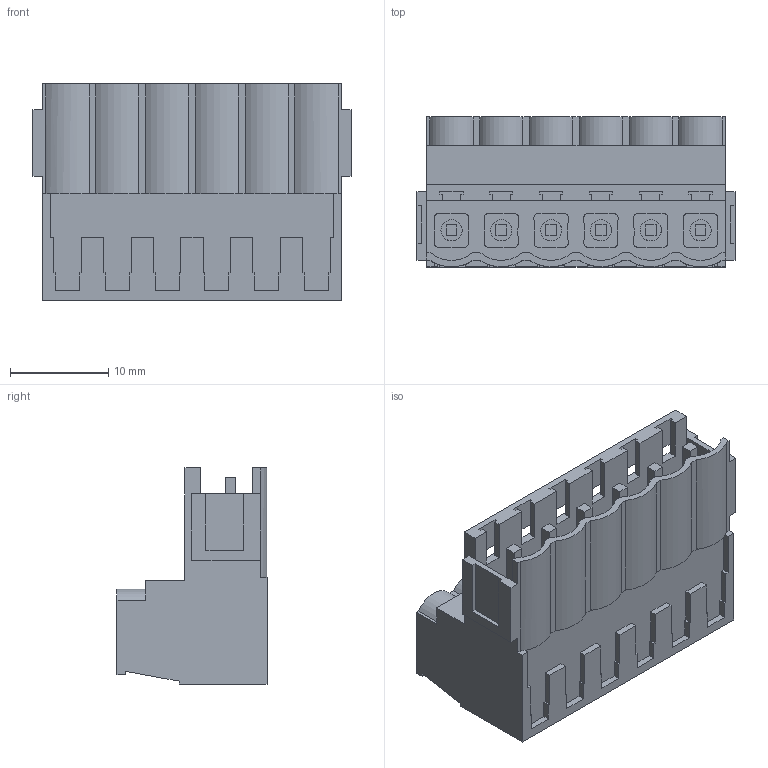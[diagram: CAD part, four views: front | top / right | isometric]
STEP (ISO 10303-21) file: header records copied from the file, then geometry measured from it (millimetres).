
FILE_DESCRIPTION(('CATIA V5 STEP Exchange','CAx-IF Rec.Pracs.--- Model Styling and Organization---1.4--- 2014-01-23'),'2;1');
FILE_NAME ('D1454254_1_1645270000_1645270000.stp','2022-08-02T07:17:31+00:00',('none'),('Weidmueller'),'CATIA Version 5-6 Release 2016 SP3 HF44','CATIA V5 STEP AP214','none');
FILE_SCHEMA(('AUTOMOTIVE_DESIGN { 1 0 10303 214 1 1 1 1 }'));
Length unit declared in the file: millimetre
Products named in the file (1): 1645270000
Bounding box: 32.44 x 15.3 x 22.05 mm (x, y, z)
Volume: 5276.1 mm3; surface area: 4849 mm2
Topology: 13 solids, 13 shells, 451 faces, 1178 edges, 777 vertices
Faces by surface type: plane 349, cylinder 78, extrusion 24
Entity records: 13618 total; most frequent: CARTESIAN_POINT 3181, ORIENTED_EDGE 2356, DIRECTION 1702, EDGE_CURVE 1178, VECTOR 972, LINE 948, VERTEX_POINT 777, EDGE_LOOP 487
